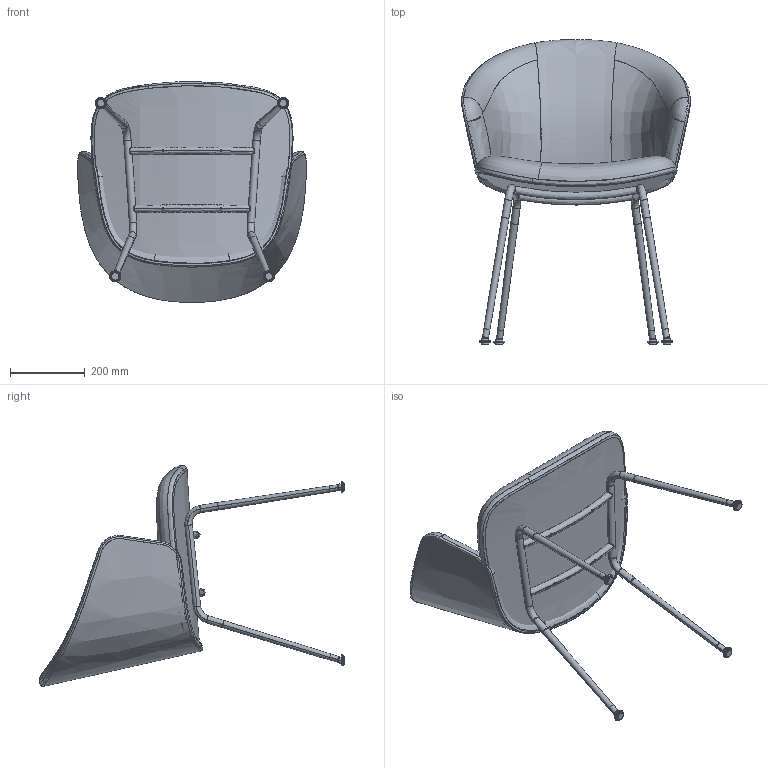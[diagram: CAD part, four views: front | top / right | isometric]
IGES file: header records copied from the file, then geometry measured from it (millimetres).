
Start section: SolidWorks IGES file using analytic representation for surfaces
Global section: file name: Close2+ K.IGS; native system: SolidWorks 2022; preprocessor: SolidWorks 2022; author: diederickp; date: 240125.095709; units: millimetre
Bounding box: 614.06 x 817.97 x 592.38 mm (x, y, z)
Surface area: 2763210.8 mm2 (no closed solid volume)
Topology: 0 solids, 0 shells, 284 faces, 5751 edges, 5728 vertices
Faces by surface type: bspline 203, revolution 81
